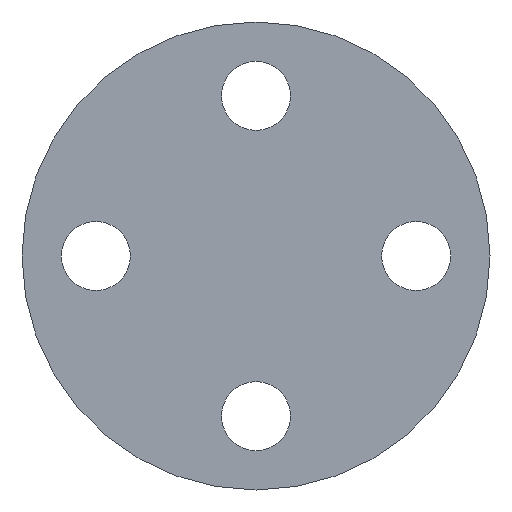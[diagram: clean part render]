
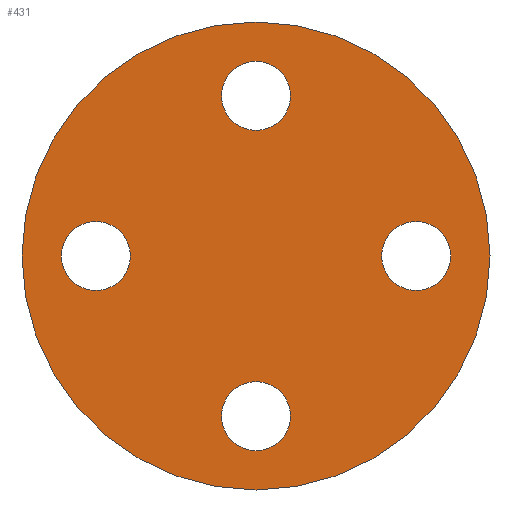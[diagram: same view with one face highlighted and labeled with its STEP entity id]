
A CAD part, front view. The second image highlights one B-rep face of the part: STEP entity #431.
In plain terms, the highlighted planar face has unit normal (0, -1, 0).
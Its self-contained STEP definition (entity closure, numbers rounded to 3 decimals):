
#6 = CIRCLE ( 'NONE', #435, 47.5 ) ;
#11 = CARTESIAN_POINT ( 'NONE',  ( 0., 0., 0. ) ) ;
#20 = CARTESIAN_POINT ( 'NONE',  ( 0., 0., -32.5 ) ) ;
#26 = DIRECTION ( 'NONE',  ( 0., 1., 0. ) ) ;
#37 = DIRECTION ( 'NONE',  ( 1., 0., 0. ) ) ;
#47 = AXIS2_PLACEMENT_3D ( 'NONE', #245, #639, #691 ) ;
#53 = FACE_BOUND ( 'NONE', #58, .T. ) ;
#56 = AXIS2_PLACEMENT_3D ( 'NONE', #11, #701, #376 ) ;
#58 = EDGE_LOOP ( 'NONE', ( #305, #198 ) ) ;
#68 = CIRCLE ( 'NONE', #248, 47.5 ) ;
#69 = DIRECTION ( 'NONE',  ( -1., 0., 0. ) ) ;
#76 = DIRECTION ( 'NONE',  ( 0., 1., 0. ) ) ;
#78 = ORIENTED_EDGE ( 'NONE', *, *, #359, .T. ) ;
#100 = EDGE_CURVE ( 'NONE', #261, #708, #68, .T. ) ;
#104 = AXIS2_PLACEMENT_3D ( 'NONE', #626, #358, #578 ) ;
#109 = CARTESIAN_POINT ( 'NONE',  ( 32.5, 0., 0. ) ) ;
#111 = CARTESIAN_POINT ( 'NONE',  ( 0., 0., -25.5 ) ) ;
#113 = CIRCLE ( 'NONE', #582, 7. ) ;
#127 = FACE_OUTER_BOUND ( 'NONE', #562, .T. ) ;
#130 = VERTEX_POINT ( 'NONE', #133 ) ;
#131 = AXIS2_PLACEMENT_3D ( 'NONE', #549, #614, #215 ) ;
#132 = CARTESIAN_POINT ( 'NONE',  ( 39.5, 0., 0. ) ) ;
#133 = CARTESIAN_POINT ( 'NONE',  ( 25.5, 0., 0. ) ) ;
#156 = CARTESIAN_POINT ( 'NONE',  ( -25.5, 0., 0. ) ) ;
#175 = CARTESIAN_POINT ( 'NONE',  ( 32.5, 0., 0. ) ) ;
#188 = DIRECTION ( 'NONE',  ( 0., 0., 1. ) ) ;
#198 = ORIENTED_EDGE ( 'NONE', *, *, #658, .T. ) ;
#206 = CIRCLE ( 'NONE', #378, 7. ) ;
#215 = DIRECTION ( 'NONE',  ( 0., 0., -1. ) ) ;
#223 = DIRECTION ( 'NONE',  ( -1., 0., 0. ) ) ;
#225 = DIRECTION ( 'NONE',  ( 1., 0., 0. ) ) ;
#240 = EDGE_CURVE ( 'NONE', #697, #484, #113, .T. ) ;
#243 = DIRECTION ( 'NONE',  ( 0., 0., 1. ) ) ;
#245 = CARTESIAN_POINT ( 'NONE',  ( 0., 0., 32.5 ) ) ;
#248 = AXIS2_PLACEMENT_3D ( 'NONE', #511, #392, #572 ) ;
#261 = VERTEX_POINT ( 'NONE', #466 ) ;
#281 = ORIENTED_EDGE ( 'NONE', *, *, #395, .T. ) ;
#289 = CARTESIAN_POINT ( 'NONE',  ( 0., 0., 25.5 ) ) ;
#296 = ORIENTED_EDGE ( 'NONE', *, *, #547, .T. ) ;
#305 = ORIENTED_EDGE ( 'NONE', *, *, #331, .T. ) ;
#319 = PLANE ( 'NONE',  #56 ) ;
#331 = EDGE_CURVE ( 'NONE', #611, #418, #571, .T. ) ;
#336 = AXIS2_PLACEMENT_3D ( 'NONE', #20, #345, #243 ) ;
#343 = CARTESIAN_POINT ( 'NONE',  ( 0., 0., -47.5 ) ) ;
#345 = DIRECTION ( 'NONE',  ( 0., 1., 0. ) ) ;
#351 = AXIS2_PLACEMENT_3D ( 'NONE', #175, #604, #69 ) ;
#358 = DIRECTION ( 'NONE',  ( 0., 1., 0. ) ) ;
#359 = EDGE_CURVE ( 'NONE', #130, #587, #525, .T. ) ;
#364 = CIRCLE ( 'NONE', #351, 7. ) ;
#367 = ORIENTED_EDGE ( 'NONE', *, *, #608, .F. ) ;
#369 = DIRECTION ( 'NONE',  ( 0., 1., 0. ) ) ;
#376 = DIRECTION ( 'NONE',  ( 0., 0., 1. ) ) ;
#378 = AXIS2_PLACEMENT_3D ( 'NONE', #711, #76, #225 ) ;
#381 = VERTEX_POINT ( 'NONE', #111 ) ;
#382 = ORIENTED_EDGE ( 'NONE', *, *, #240, .T. ) ;
#392 = DIRECTION ( 'NONE',  ( 0., 1., 0. ) ) ;
#395 = EDGE_CURVE ( 'NONE', #587, #130, #364, .T. ) ;
#400 = VERTEX_POINT ( 'NONE', #597 ) ;
#418 = VERTEX_POINT ( 'NONE', #496 ) ;
#423 = FACE_BOUND ( 'NONE', #424, .T. ) ;
#424 = EDGE_LOOP ( 'NONE', ( #603, #296 ) ) ;
#431 = ADVANCED_FACE ( 'NONE', ( #443, #53, #481, #423, #127 ), #319, .F. ) ;
#435 = AXIS2_PLACEMENT_3D ( 'NONE', #451, #26, #188 ) ;
#443 = FACE_BOUND ( 'NONE', #500, .T. ) ;
#445 = CARTESIAN_POINT ( 'NONE',  ( -39.5, 0., 0. ) ) ;
#451 = CARTESIAN_POINT ( 'NONE',  ( 0., 0., 0. ) ) ;
#466 = CARTESIAN_POINT ( 'NONE',  ( 0., 0., 47.5 ) ) ;
#470 = EDGE_LOOP ( 'NONE', ( #78, #281 ) ) ;
#481 = FACE_BOUND ( 'NONE', #470, .T. ) ;
#484 = VERTEX_POINT ( 'NONE', #156 ) ;
#495 = CIRCLE ( 'NONE', #131, 7. ) ;
#496 = CARTESIAN_POINT ( 'NONE',  ( 0., 0., 39.5 ) ) ;
#500 = EDGE_LOOP ( 'NONE', ( #540, #382 ) ) ;
#511 = CARTESIAN_POINT ( 'NONE',  ( 0., 0., 0. ) ) ;
#525 = CIRCLE ( 'NONE', #555, 7. ) ;
#536 = CIRCLE ( 'NONE', #104, 7. ) ;
#540 = ORIENTED_EDGE ( 'NONE', *, *, #682, .T. ) ;
#547 = EDGE_CURVE ( 'NONE', #400, #381, #596, .T. ) ;
#549 = CARTESIAN_POINT ( 'NONE',  ( 0., 0., 32.5 ) ) ;
#555 = AXIS2_PLACEMENT_3D ( 'NONE', #109, #618, #223 ) ;
#562 = EDGE_LOOP ( 'NONE', ( #367, #659 ) ) ;
#571 = CIRCLE ( 'NONE', #47, 7. ) ;
#572 = DIRECTION ( 'NONE',  ( 0., 0., 1. ) ) ;
#578 = DIRECTION ( 'NONE',  ( 0., 0., 1. ) ) ;
#582 = AXIS2_PLACEMENT_3D ( 'NONE', #632, #369, #37 ) ;
#587 = VERTEX_POINT ( 'NONE', #132 ) ;
#596 = CIRCLE ( 'NONE', #336, 7. ) ;
#597 = CARTESIAN_POINT ( 'NONE',  ( 0., 0., -39.5 ) ) ;
#603 = ORIENTED_EDGE ( 'NONE', *, *, #647, .T. ) ;
#604 = DIRECTION ( 'NONE',  ( 0., 1., 0. ) ) ;
#608 = EDGE_CURVE ( 'NONE', #708, #261, #6, .T. ) ;
#611 = VERTEX_POINT ( 'NONE', #289 ) ;
#614 = DIRECTION ( 'NONE',  ( 0., 1., 0. ) ) ;
#618 = DIRECTION ( 'NONE',  ( 0., 1., 0. ) ) ;
#626 = CARTESIAN_POINT ( 'NONE',  ( 0., 0., -32.5 ) ) ;
#632 = CARTESIAN_POINT ( 'NONE',  ( -32.5, 0., 0. ) ) ;
#639 = DIRECTION ( 'NONE',  ( 0., 1., 0. ) ) ;
#647 = EDGE_CURVE ( 'NONE', #381, #400, #536, .T. ) ;
#658 = EDGE_CURVE ( 'NONE', #418, #611, #495, .T. ) ;
#659 = ORIENTED_EDGE ( 'NONE', *, *, #100, .F. ) ;
#682 = EDGE_CURVE ( 'NONE', #484, #697, #206, .T. ) ;
#691 = DIRECTION ( 'NONE',  ( 0., 0., -1. ) ) ;
#697 = VERTEX_POINT ( 'NONE', #445 ) ;
#701 = DIRECTION ( 'NONE',  ( 0., 1., 0. ) ) ;
#708 = VERTEX_POINT ( 'NONE', #343 ) ;
#711 = CARTESIAN_POINT ( 'NONE',  ( -32.5, 0., 0. ) ) ;
